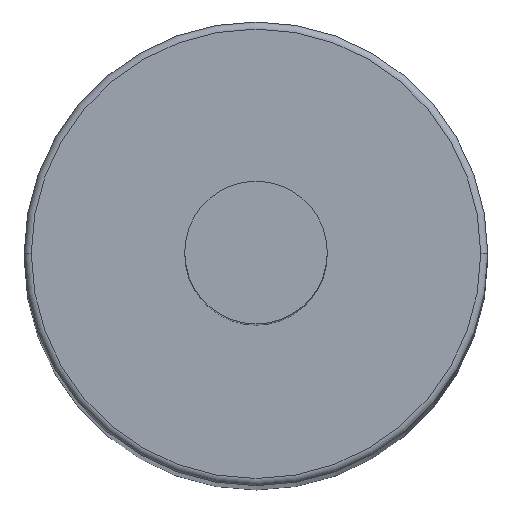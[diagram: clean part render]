
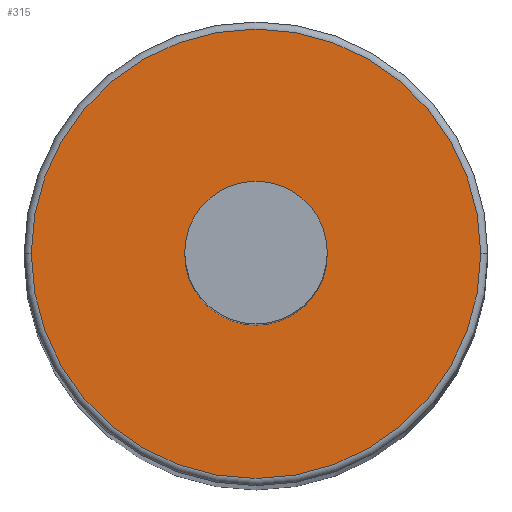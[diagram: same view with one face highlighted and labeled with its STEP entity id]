
A CAD part, top view. The second image highlights one B-rep face of the part: STEP entity #315.
In plain terms, the highlighted planar face has unit normal (0, 0, 1).
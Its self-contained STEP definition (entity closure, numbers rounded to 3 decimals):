
#113=CARTESIAN_POINT('',(0.,0.,35.));
#114=DIRECTION('',(0.,0.,1.));
#115=DIRECTION('',(1.,0.,0.));
#116=AXIS2_PLACEMENT_3D('',#113,#114,#115);
#118=CARTESIAN_POINT('',(0.,0.,35.));
#119=DIRECTION('',(0.,0.,1.));
#120=DIRECTION('',(-1.,0.,0.));
#121=AXIS2_PLACEMENT_3D('',#118,#119,#120);
#123=CARTESIAN_POINT('',(0.,0.,35.));
#124=DIRECTION('',(0.,0.,1.));
#125=DIRECTION('',(-1.,0.,0.));
#126=AXIS2_PLACEMENT_3D('',#123,#124,#125);
#128=CARTESIAN_POINT('',(0.,0.,35.));
#129=DIRECTION('',(0.,0.,1.));
#130=DIRECTION('',(1.,0.,0.));
#131=AXIS2_PLACEMENT_3D('',#128,#129,#130);
#174=CARTESIAN_POINT('',(1.,0.,35.));
#175=CARTESIAN_POINT('',(-1.,0.,35.));
#176=VERTEX_POINT('',#174);
#177=VERTEX_POINT('',#175);
#178=CARTESIAN_POINT('',(-3.15,0.,35.));
#179=CARTESIAN_POINT('',(3.15,0.,35.));
#180=VERTEX_POINT('',#178);
#181=VERTEX_POINT('',#179);
#299=CARTESIAN_POINT('',(0.,0.,35.));
#300=DIRECTION('',(0.,0.,1.));
#301=DIRECTION('',(1.,0.,0.));
#302=AXIS2_PLACEMENT_3D('',#299,#300,#301);
#303=PLANE('',#302);
#305=ORIENTED_EDGE('',*,*,#304,.F.);
#306=ORIENTED_EDGE('',*,*,#282,.F.);
#307=EDGE_LOOP('',(#305,#306));
#308=FACE_OUTER_BOUND('',#307,.F.);
#310=ORIENTED_EDGE('',*,*,#309,.T.);
#312=ORIENTED_EDGE('',*,*,#311,.T.);
#313=EDGE_LOOP('',(#310,#312));
#314=FACE_BOUND('',#313,.F.);
#315=ADVANCED_FACE('',(#308,#314),#303,.T.);
#117=CIRCLE('',#116,1.);
#122=CIRCLE('',#121,1.);
#127=CIRCLE('',#126,3.15);
#132=CIRCLE('',#131,3.15);
#282=EDGE_CURVE('',#181,#180,#132,.T.);
#304=EDGE_CURVE('',#180,#181,#127,.T.);
#309=EDGE_CURVE('',#176,#177,#117,.T.);
#311=EDGE_CURVE('',#177,#176,#122,.T.);
